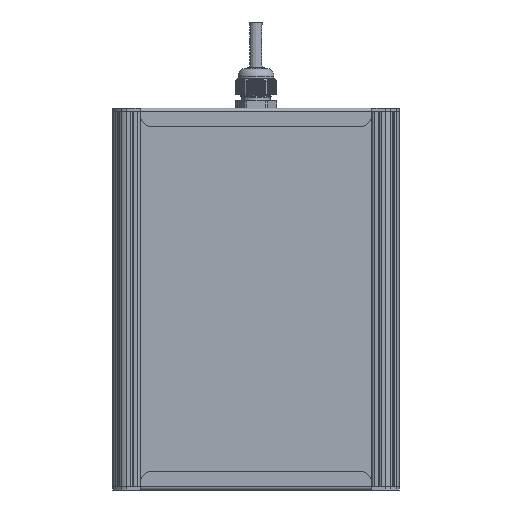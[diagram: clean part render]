
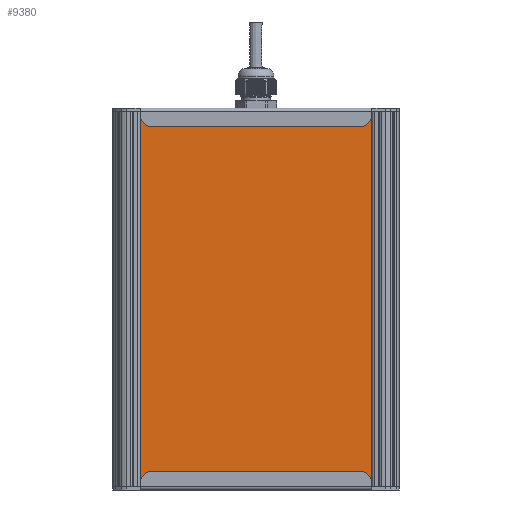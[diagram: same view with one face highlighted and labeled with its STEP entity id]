
A CAD part, front view. The second image highlights one B-rep face of the part: STEP entity #9380.
In plain terms, the highlighted face is planar.
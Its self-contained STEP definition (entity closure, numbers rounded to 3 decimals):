
#9380=ADVANCED_FACE('',(#24913),#24915,.T.);
#24913=FACE_BOUND('',#24914,.T.);
#24914=EDGE_LOOP('',(#55666,#55667,#55668,#55669));
#24915=PLANE('',#24916);
#24916=AXIS2_PLACEMENT_3D('',#24917,#24918,#24919);
#24917=CARTESIAN_POINT('',(2111.497,401.002,-34.582));
#24918=DIRECTION('',(0.,0.,-1.));
#24919=DIRECTION('',(0.,1.,0.));
#55666=ORIENTED_EDGE('',*,*,#64599,.T.);
#55667=ORIENTED_EDGE('',*,*,#64598,.F.);
#55668=ORIENTED_EDGE('',*,*,#64600,.F.);
#55669=ORIENTED_EDGE('',*,*,#64601,.T.);
#64598=EDGE_CURVE('',#71364,#71362,#71366,.T.);
#64599=EDGE_CURVE('',#71367,#71362,#71368,.T.);
#64600=EDGE_CURVE('',#71369,#71364,#71370,.T.);
#64601=EDGE_CURVE('',#71369,#71367,#71371,.T.);
#71362=VERTEX_POINT('',#91022);
#71364=VERTEX_POINT('',#91026);
#71366=LINE('',#91030,#91031);
#71367=VERTEX_POINT('',#91033);
#71368=LINE('',#91034,#91035);
#71369=VERTEX_POINT('',#91037);
#71370=LINE('',#91038,#91039);
#71371=LINE('',#91041,#91042);
#91022=CARTESIAN_POINT('',(2357.497,401.002,-34.582));
#91026=CARTESIAN_POINT('',(2111.497,401.002,-34.582));
#91030=CARTESIAN_POINT('',(2111.497,401.002,-34.582));
#91031=VECTOR('',#91032,1.);
#91032=DIRECTION('',(1.,0.,0.));
#91033=CARTESIAN_POINT('',(2357.497,565.13,-34.582));
#91034=CARTESIAN_POINT('',(2357.497,565.13,-34.582));
#91035=VECTOR('',#91036,1.);
#91036=DIRECTION('',(0.,-1.,0.));
#91037=CARTESIAN_POINT('',(2111.497,565.13,-34.582));
#91038=CARTESIAN_POINT('',(2111.497,565.13,-34.582));
#91039=VECTOR('',#91040,1.);
#91040=DIRECTION('',(0.,-1.,0.));
#91041=CARTESIAN_POINT('',(2111.497,565.13,-34.582));
#91042=VECTOR('',#91043,1.);
#91043=DIRECTION('',(1.,0.,0.));
